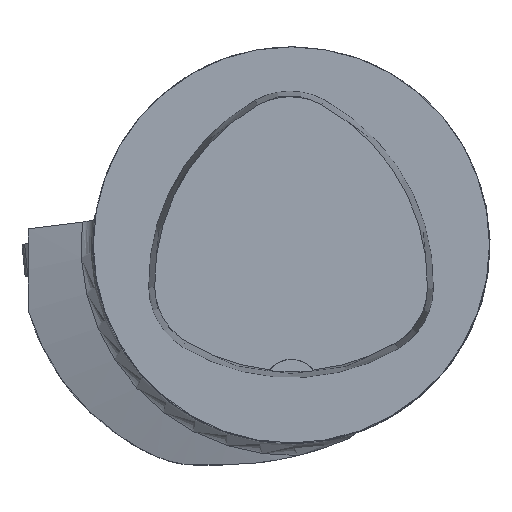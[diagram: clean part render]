
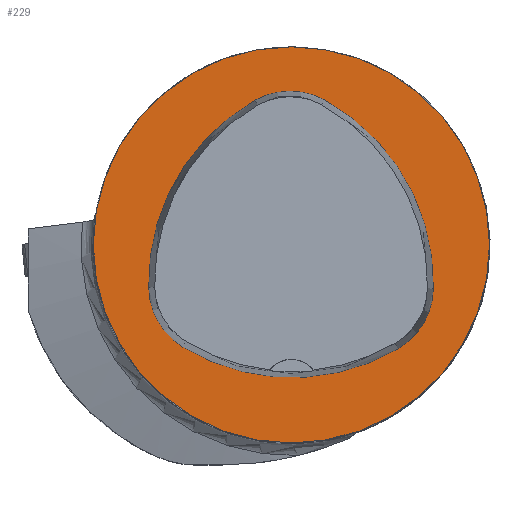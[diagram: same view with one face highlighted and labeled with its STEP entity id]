
A CAD part, top view. The second image highlights one B-rep face of the part: STEP entity #229.
In plain terms, the highlighted planar face has unit normal (0, 0, 1).
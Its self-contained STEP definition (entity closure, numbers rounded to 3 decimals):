
#229=ADVANCED_FACE('',(#447,#448),#272,.T.);
#272=PLANE('',#1303);
#447=FACE_BOUND('',#498,.T.);
#448=FACE_BOUND('',#499,.T.);
#498=EDGE_LOOP('',(#736,#737,#738,#739,#740,#741));
#499=EDGE_LOOP('',(#742));
#736=ORIENTED_EDGE('',*,*,#1064,.T.);
#737=ORIENTED_EDGE('',*,*,#1044,.T.);
#738=ORIENTED_EDGE('',*,*,#1048,.T.);
#739=ORIENTED_EDGE('',*,*,#1051,.T.);
#740=ORIENTED_EDGE('',*,*,#1054,.T.);
#741=ORIENTED_EDGE('',*,*,#1062,.T.);
#742=ORIENTED_EDGE('',*,*,#1035,.F.);
#908=VERTEX_POINT('',#2073);
#917=VERTEX_POINT('',#2092);
#918=VERTEX_POINT('',#2093);
#921=VERTEX_POINT('',#2101);
#923=VERTEX_POINT('',#2107);
#925=VERTEX_POINT('',#2113);
#932=VERTEX_POINT('',#2134);
#1035=EDGE_CURVE('',#908,#908,#1108,.T.);
#1044=EDGE_CURVE('',#917,#918,#1109,.T.);
#1048=EDGE_CURVE('',#918,#921,#1111,.T.);
#1051=EDGE_CURVE('',#921,#923,#1113,.T.);
#1054=EDGE_CURVE('',#923,#925,#1115,.T.);
#1062=EDGE_CURVE('',#925,#932,#1119,.T.);
#1064=EDGE_CURVE('',#932,#917,#1121,.T.);
#1108=CIRCLE('',#1275,50.);
#1109=CIRCLE('',#1281,53.);
#1111=CIRCLE('',#1284,18.);
#1113=CIRCLE('',#1287,53.);
#1115=CIRCLE('',#1290,18.);
#1119=CIRCLE('',#1295,53.);
#1121=CIRCLE('',#1298,18.);
#1275=AXIS2_PLACEMENT_3D('',#2072,#1520,#1521);
#1281=AXIS2_PLACEMENT_3D('',#2091,#1536,#1537);
#1284=AXIS2_PLACEMENT_3D('',#2100,#1544,#1545);
#1287=AXIS2_PLACEMENT_3D('',#2106,#1551,#1552);
#1290=AXIS2_PLACEMENT_3D('',#2112,#1558,#1559);
#1295=AXIS2_PLACEMENT_3D('',#2135,#1570,#1571);
#1298=AXIS2_PLACEMENT_3D('',#2138,#1576,#1577);
#1303=AXIS2_PLACEMENT_3D('',#2143,#1586,#1587);
#1520=DIRECTION('',(0.,0.,-1.));
#1521=DIRECTION('',(-1.,0.,0.));
#1536=DIRECTION('',(0.,0.,-1.));
#1537=DIRECTION('',(-1.,0.,0.));
#1544=DIRECTION('',(0.,0.,-1.));
#1545=DIRECTION('',(-1.,0.,0.));
#1551=DIRECTION('',(0.,0.,-1.));
#1552=DIRECTION('',(-1.,0.,0.));
#1558=DIRECTION('',(0.,0.,-1.));
#1559=DIRECTION('',(-1.,0.,0.));
#1570=DIRECTION('',(0.,0.,-1.));
#1571=DIRECTION('',(-1.,0.,0.));
#1576=DIRECTION('',(0.,0.,-1.));
#1577=DIRECTION('',(-1.,0.,0.));
#1586=DIRECTION('',(0.,0.,1.));
#1587=DIRECTION('',(1.,0.,0.));
#2072=CARTESIAN_POINT('',(0.,0.,0.));
#2073=CARTESIAN_POINT('',(-50.,0.,0.));
#2091=CARTESIAN_POINT('',(16.978,-9.621,0.));
#2092=CARTESIAN_POINT('',(-36.009,-10.801,0.));
#2093=CARTESIAN_POINT('',(-9.238,36.441,0.));
#2100=CARTESIAN_POINT('',(-0.334,20.797,0.));
#2101=CARTESIAN_POINT('',(8.312,36.585,0.));
#2106=CARTESIAN_POINT('',(-17.147,-9.9,0.));
#2107=CARTESIAN_POINT('',(35.839,-11.094,0.));
#2112=CARTESIAN_POINT('',(17.844,-10.688,0.));
#2113=CARTESIAN_POINT('',(26.94,-26.221,0.));
#2134=CARTESIAN_POINT('',(-27.358,-25.784,0.));
#2135=CARTESIAN_POINT('',(0.157,19.514,0.));
#2138=CARTESIAN_POINT('',(-18.013,-10.4,0.));
#2143=CARTESIAN_POINT('',(0.,0.,0.));
